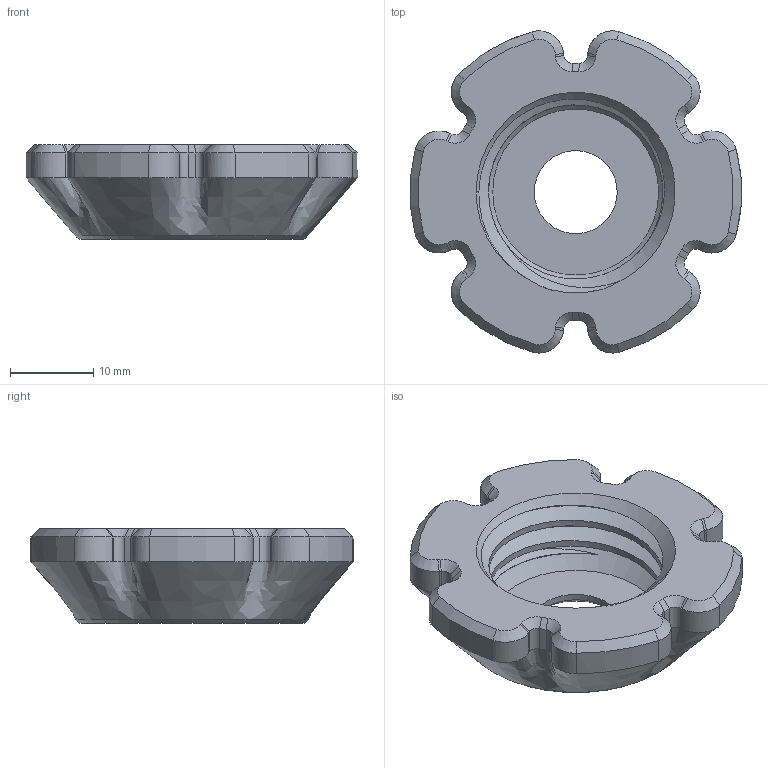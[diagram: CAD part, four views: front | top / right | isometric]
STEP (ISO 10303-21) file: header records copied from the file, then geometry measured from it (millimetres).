
FILE_DESCRIPTION(/* description */ (''),/* implementation_level */ '2;1');
FILE_NAME(/* name */ '24mm End Cap - Hex Flower.step',/* time_stamp */ '2025-07-17T09:14:14-04:00',/* author */ (''),/* organization */ (''),/* preprocessor_version */ 'ST-DEVELOPER v20.1',/* originating_system */ 'Autodesk Translation Framework v14.10.0.0',/* authorisation */ '');
FILE_SCHEMA (('AUTOMOTIVE_DESIGN { 1 0 10303 214 3 1 1 }'));
Length unit declared in the file: millimetre
Products named in the file (1): 24mm End Cap - Hex Flower
Bounding box: 39.93 x 38.82 x 11.4 mm (x, y, z)
Volume: 4757.4 mm3; surface area: 4139.2 mm2
Topology: 1 solids, 1 shells, 116 faces, 294 edges, 181 vertices
Faces by surface type: cylinder 44, cone 42, plane 27, bspline 3
Full cylindrical faces by diameter (mm): 10 x1, 21.002 x1, 24.349 x2
Entity records: 5447 total; most frequent: CARTESIAN_POINT 2724, ORIENTED_EDGE 588, DIRECTION 529, EDGE_CURVE 294, AXIS2_PLACEMENT_3D 199, VERTEX_POINT 181, LINE 131, VECTOR 131
